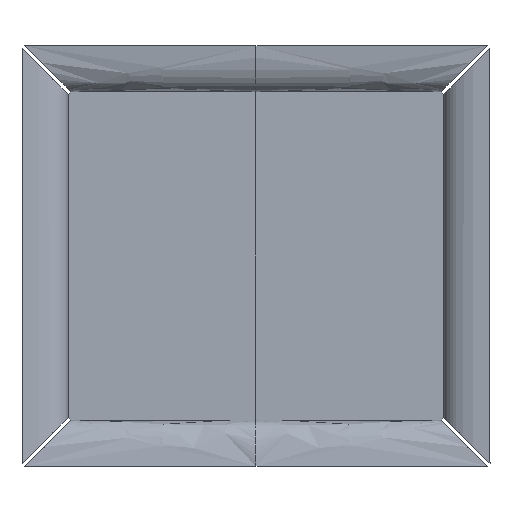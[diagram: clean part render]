
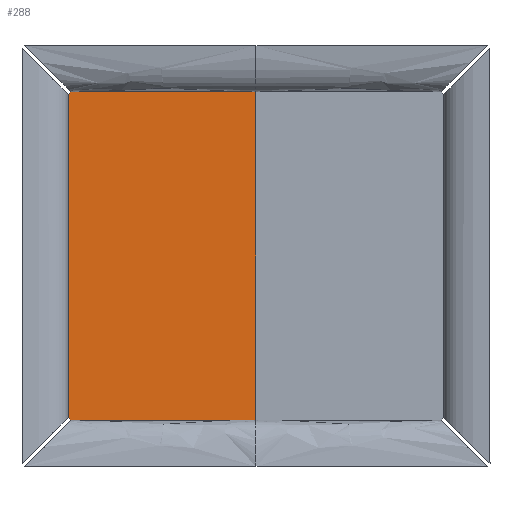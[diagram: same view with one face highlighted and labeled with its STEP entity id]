
A CAD part, front view. The second image highlights one B-rep face of the part: STEP entity #288.
In plain terms, the highlighted planar face has unit normal (0, -1, 0).
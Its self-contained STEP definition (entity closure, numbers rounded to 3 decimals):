
#288=ADVANCED_FACE('',(#467),#2672,.T.);
#467=FACE_OUTER_BOUND('',#650,.T.);
#650=EDGE_LOOP('',(#1442,#1443,#1444,#1445,#1446,#1447));
#1442=ORIENTED_EDGE('',*,*,#1882,.T.);
#1443=ORIENTED_EDGE('',*,*,#1869,.F.);
#1444=ORIENTED_EDGE('',*,*,#1871,.F.);
#1445=ORIENTED_EDGE('',*,*,#1875,.F.);
#1446=ORIENTED_EDGE('',*,*,#1877,.F.);
#1447=ORIENTED_EDGE('',*,*,#1885,.F.);
#1869=EDGE_CURVE('',#2545,#2551,#2279,.T.);
#1871=EDGE_CURVE('',#2546,#2545,#2281,.T.);
#1875=EDGE_CURVE('',#2550,#2546,#2285,.T.);
#1877=EDGE_CURVE('',#2549,#2550,#2287,.T.);
#1882=EDGE_CURVE('',#2554,#2551,#2292,.T.);
#1885=EDGE_CURVE('',#2554,#2549,#2295,.T.);
#2279=B_SPLINE_CURVE_WITH_KNOTS('',1,(#5590,#5591),.UNSPECIFIED.,.F.,.F.,
(2,2),(0.85,62.2),.UNSPECIFIED.);
#2281=B_SPLINE_CURVE_WITH_KNOTS('',1,(#5594,#5595),.UNSPECIFIED.,.F.,.F.,
(2,2),(-1.,0.),.UNSPECIFIED.);
#2285=B_SPLINE_CURVE_WITH_KNOTS('',1,(#5606,#5607),.UNSPECIFIED.,.F.,.F.,
(2,2),(0.85,107.95),.UNSPECIFIED.);
#2287=B_SPLINE_CURVE_WITH_KNOTS('',1,(#5610,#5611),.UNSPECIFIED.,.F.,.F.,
(2,2),(0.,1.),.UNSPECIFIED.);
#2292=B_SPLINE_CURVE_WITH_KNOTS('',1,(#5624,#5625),.UNSPECIFIED.,.F.,.F.,
(2,2),(-108.8,0.),.UNSPECIFIED.);
#2295=B_SPLINE_CURVE_WITH_KNOTS('',1,(#5630,#5631),.UNSPECIFIED.,.F.,.F.,
(2,2),(101.6,162.95),.UNSPECIFIED.);
#2545=VERTEX_POINT('',#5570);
#2546=VERTEX_POINT('',#5571);
#2549=VERTEX_POINT('',#5574);
#2550=VERTEX_POINT('',#5575);
#2551=VERTEX_POINT('',#5576);
#2554=VERTEX_POINT('',#5579);
#2672=PLANE('',#2873);
#2873=AXIS2_PLACEMENT_3D('',#5545,#2991,$);
#2991=DIRECTION('',(0.,-1.,0.));
#5545=CARTESIAN_POINT('',(-2006.294,654.658,6134.786));
#5570=CARTESIAN_POINT('',(-1997.794,654.658,6134.786));
#5571=CARTESIAN_POINT('',(-2006.294,654.658,6126.286));
#5574=CARTESIAN_POINT('',(-1997.794,654.658,5046.786));
#5575=CARTESIAN_POINT('',(-2006.294,654.658,5055.286));
#5576=CARTESIAN_POINT('',(-1384.294,654.658,6134.786));
#5579=CARTESIAN_POINT('',(-1384.294,654.658,5046.786));
#5590=CARTESIAN_POINT('',(-1997.794,654.658,6134.786));
#5591=CARTESIAN_POINT('',(-1384.294,654.658,6134.786));
#5594=CARTESIAN_POINT('',(-2006.294,654.658,6126.286));
#5595=CARTESIAN_POINT('',(-1997.794,654.658,6134.786));
#5606=CARTESIAN_POINT('',(-2006.294,654.658,5055.286));
#5607=CARTESIAN_POINT('',(-2006.294,654.658,6126.286));
#5610=CARTESIAN_POINT('',(-1997.794,654.658,5046.786));
#5611=CARTESIAN_POINT('',(-2006.294,654.658,5055.286));
#5624=CARTESIAN_POINT('',(-1384.294,654.658,5046.786));
#5625=CARTESIAN_POINT('',(-1384.294,654.658,6134.786));
#5630=CARTESIAN_POINT('',(-1384.294,654.658,5046.786));
#5631=CARTESIAN_POINT('',(-1997.794,654.658,5046.786));
